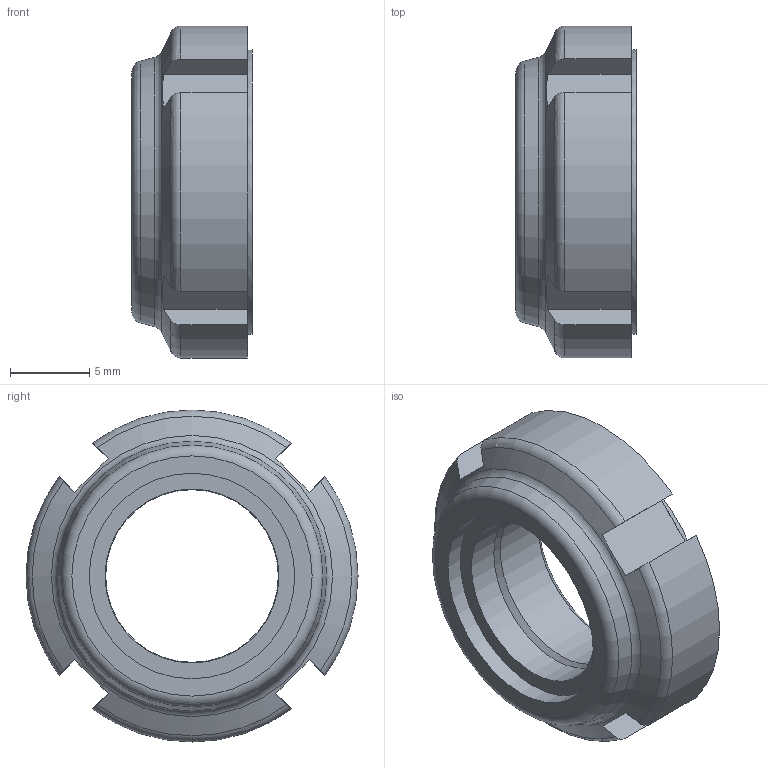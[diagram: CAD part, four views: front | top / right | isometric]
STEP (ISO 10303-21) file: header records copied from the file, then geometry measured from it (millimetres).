
FILE_DESCRIPTION(/* description */ ('Alibre Inc.'),/* implementation_level */ '2;1');
FILE_NAME(/* name */ 'export-CF75EB2A-CAE9-43C6-B779-C98CC1B8CF4F',/* time_stamp */ '2021-04-26T10:32:09+02:00',/* author */ (''),/* organization */ (''),/* preprocessor_version */ 'ST-DEVELOPER v17',/* originating_system */ 'Alibre',/* authorisation */ '');
FILE_SCHEMA (('AUTOMOTIVE_DESIGN'));
Length unit declared in the file: millimetre
Products named in the file (1): _KVT GUK 12x1
Bounding box: 7.6 x 21 x 21 mm (x, y, z)
Volume: 1472 mm3; surface area: 1205.7 mm2
Topology: 1 solids, 1 shells, 40 faces, 99 edges, 63 vertices
Faces by surface type: plane 20, cylinder 9, torus 7, cone 4
Full cylindrical faces by diameter (mm): 10.917 x1, 11 x1, 13 x1, 18 x1
Entity records: 1351 total; most frequent: CARTESIAN_POINT 370, ORIENTED_EDGE 198, DIRECTION 170, EDGE_CURVE 99, AXIS2_PLACEMENT_3D 78, VERTEX_POINT 63, EDGE_LOOP 44, FACE_BOUND 44
